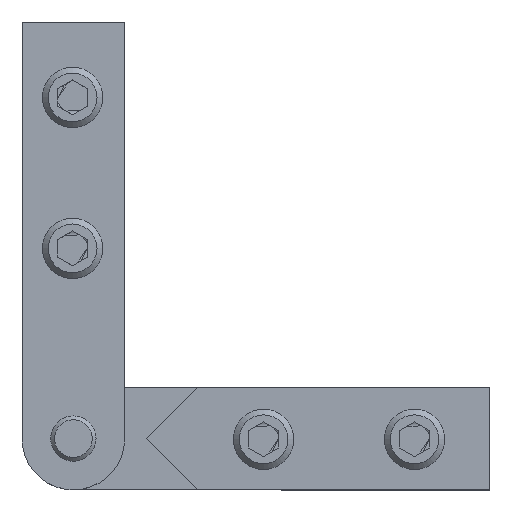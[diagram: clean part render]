
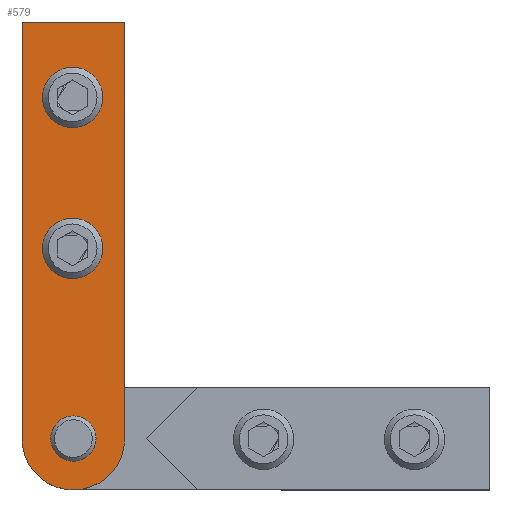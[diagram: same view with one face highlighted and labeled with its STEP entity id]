
A CAD part, top view. The second image highlights one B-rep face of the part: STEP entity #579.
In plain terms, the highlighted face is planar.
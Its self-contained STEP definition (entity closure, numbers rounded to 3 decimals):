
#62=FACE_BOUND('',#134,.T.);
#63=FACE_BOUND('',#135,.T.);
#64=FACE_BOUND('',#136,.T.);
#76=PLANE('',#693);
#100=FACE_OUTER_BOUND('',#133,.T.);
#133=EDGE_LOOP('',(#455,#456,#457,#458));
#134=EDGE_LOOP('',(#459));
#135=EDGE_LOOP('',(#460));
#136=EDGE_LOOP('',(#461));
#175=LINE('',#974,#217);
#182=LINE('',#991,#224);
#184=LINE('',#994,#226);
#217=VECTOR('',#787,10.);
#224=VECTOR('',#804,10.);
#226=VECTOR('',#808,10.);
#249=CIRCLE('',#676,3.324);
#252=CIRCLE('',#680,3.324);
#255=CIRCLE('',#688,6.8);
#256=CIRCLE('',#690,2.);
#278=VERTEX_POINT('',#936);
#281=VERTEX_POINT('',#944);
#291=VERTEX_POINT('',#971);
#292=VERTEX_POINT('',#973);
#294=VERTEX_POINT('',#979);
#295=VERTEX_POINT('',#983);
#297=VERTEX_POINT('',#989);
#333=EDGE_CURVE('',#278,#278,#249,.T.);
#337=EDGE_CURVE('',#281,#281,#252,.T.);
#350=EDGE_CURVE('',#291,#292,#175,.T.);
#354=EDGE_CURVE('',#294,#291,#255,.T.);
#355=EDGE_CURVE('',#295,#295,#256,.T.);
#359=EDGE_CURVE('',#297,#294,#182,.T.);
#361=EDGE_CURVE('',#292,#297,#184,.T.);
#455=ORIENTED_EDGE('',*,*,#354,.F.);
#456=ORIENTED_EDGE('',*,*,#359,.F.);
#457=ORIENTED_EDGE('',*,*,#361,.F.);
#458=ORIENTED_EDGE('',*,*,#350,.F.);
#459=ORIENTED_EDGE('',*,*,#333,.T.);
#460=ORIENTED_EDGE('',*,*,#337,.T.);
#461=ORIENTED_EDGE('',*,*,#355,.T.);
#579=ADVANCED_FACE('',(#100,#62,#63,#64),#76,.F.);
#676=AXIS2_PLACEMENT_3D('',#938,#754,#755);
#680=AXIS2_PLACEMENT_3D('',#946,#763,#764);
#688=AXIS2_PLACEMENT_3D('',#981,#793,#794);
#690=AXIS2_PLACEMENT_3D('',#984,#797,#798);
#693=AXIS2_PLACEMENT_3D('',#995,#809,#810);
#754=DIRECTION('center_axis',(0.,0.,1.));
#755=DIRECTION('ref_axis',(1.,0.,0.));
#763=DIRECTION('center_axis',(0.,0.,1.));
#764=DIRECTION('ref_axis',(1.,0.,0.));
#787=DIRECTION('',(1.,0.,0.));
#793=DIRECTION('center_axis',(0.,0.,1.));
#794=DIRECTION('ref_axis',(0.,1.,0.));
#797=DIRECTION('center_axis',(0.,0.,1.));
#798=DIRECTION('ref_axis',(-1.,0.,0.));
#804=DIRECTION('',(-1.,0.,0.));
#808=DIRECTION('',(0.,1.,0.));
#809=DIRECTION('center_axis',(0.,0.,1.));
#810=DIRECTION('ref_axis',(1.,0.,0.));
#936=CARTESIAN_POINT('',(21.877,-0.1,0.));
#938=CARTESIAN_POINT('Origin',(25.2,-0.1,0.));
#944=CARTESIAN_POINT('',(41.877,-0.1,0.));
#946=CARTESIAN_POINT('Origin',(45.2,-0.1,0.));
#971=CARTESIAN_POINT('',(0.,-6.8,0.));
#973=CARTESIAN_POINT('',(55.2,-6.8,0.));
#974=CARTESIAN_POINT('',(0.,-6.8,0.));
#979=CARTESIAN_POINT('',(0.,6.8,0.));
#981=CARTESIAN_POINT('Origin',(0.,0.,0.));
#983=CARTESIAN_POINT('',(2.,0.,0.));
#984=CARTESIAN_POINT('Origin',(0.,0.,0.));
#989=CARTESIAN_POINT('',(55.2,6.8,0.));
#991=CARTESIAN_POINT('',(55.2,6.8,0.));
#994=CARTESIAN_POINT('',(55.2,-6.8,0.));
#995=CARTESIAN_POINT('Origin',(25.552,0.,0.));
